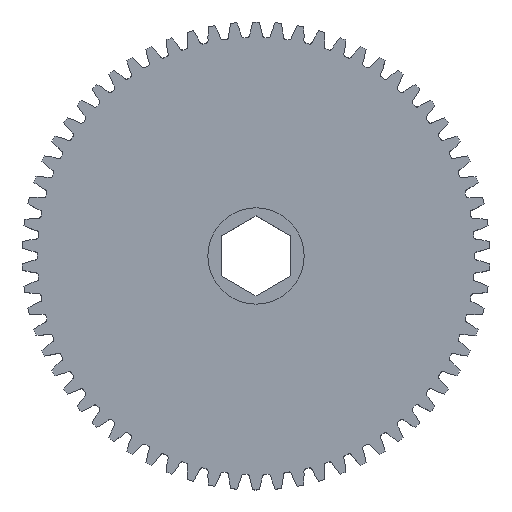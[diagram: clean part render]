
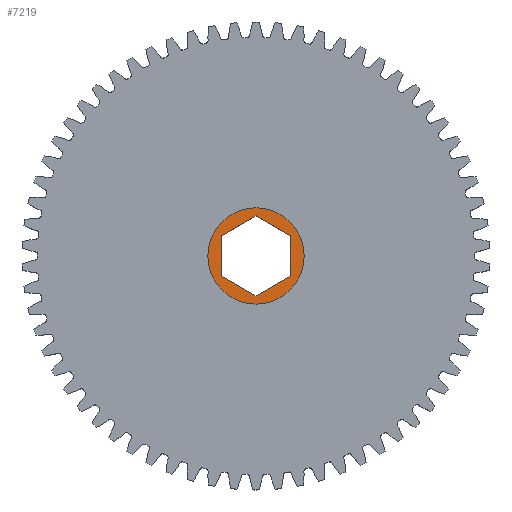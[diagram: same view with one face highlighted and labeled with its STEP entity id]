
A CAD part, top view. The second image highlights one B-rep face of the part: STEP entity #7219.
In plain terms, the highlighted planar face has unit normal (0, 0, 1).
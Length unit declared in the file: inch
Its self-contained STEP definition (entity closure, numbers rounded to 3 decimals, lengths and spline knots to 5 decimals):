
#334 = VECTOR ( 'NONE', #7869, 39.37008 ) ;
#745 = ORIENTED_EDGE ( 'NONE', *, *, #14639, .F. ) ;
#762 = DIRECTION ( 'NONE',  ( 0.866, 0.5, 0. ) ) ;
#1031 = LINE ( 'NONE', #23268, #25731 ) ;
#1086 = VECTOR ( 'NONE', #15909, 39.37008 ) ;
#1282 = LINE ( 'NONE', #5875, #334 ) ;
#1437 = DIRECTION ( 'NONE',  ( -1., 0., 0. ) ) ;
#1755 = DIRECTION ( 'NONE',  ( 0., -1., 0. ) ) ;
#1934 = AXIS2_PLACEMENT_3D ( 'NONE', #3530, #7254, #1437 ) ;
#1958 = AXIS2_PLACEMENT_3D ( 'NONE', #12932, #2958, #16962 ) ;
#2043 = VECTOR ( 'NONE', #6489, 39.37008 ) ;
#2048 = EDGE_LOOP ( 'NONE', ( #9759, #745 ) ) ;
#2053 = PLANE ( 'NONE',  #1958 ) ;
#2958 = DIRECTION ( 'NONE',  ( 0., 0., 1. ) ) ;
#3226 = VERTEX_POINT ( 'NONE', #19586 ) ;
#3530 = CARTESIAN_POINT ( 'NONE',  ( 0., 0., 0.249 ) ) ;
#5283 = CARTESIAN_POINT ( 'NONE',  ( 0., -0.29041, 0.249 ) ) ;
#5522 = VERTEX_POINT ( 'NONE', #23179 ) ;
#5770 = ORIENTED_EDGE ( 'NONE', *, *, #18039, .T. ) ;
#5849 = ORIENTED_EDGE ( 'NONE', *, *, #8618, .T. ) ;
#5875 = CARTESIAN_POINT ( 'NONE',  ( -0.2515, -0.1452, 0.249 ) ) ;
#6226 = VECTOR ( 'NONE', #762, 39.37008 ) ;
#6489 = DIRECTION ( 'NONE',  ( 0., 1., 0. ) ) ;
#7219 = ADVANCED_FACE ( 'NONE', ( #18798, #25664 ), #2053, .T. ) ;
#7254 = DIRECTION ( 'NONE',  ( 0., 0., -1. ) ) ;
#7297 = CARTESIAN_POINT ( 'NONE',  ( 0., 0., 0.249 ) ) ;
#7869 = DIRECTION ( 'NONE',  ( -0.866, 0.5, 0. ) ) ;
#8478 = CARTESIAN_POINT ( 'NONE',  ( -0.2515, 0.1452, 0.249 ) ) ;
#8547 = ORIENTED_EDGE ( 'NONE', *, *, #22896, .T. ) ;
#8581 = ORIENTED_EDGE ( 'NONE', *, *, #9442, .T. ) ;
#8618 = EDGE_CURVE ( 'NONE', #13350, #17877, #1282, .T. ) ;
#9327 = CARTESIAN_POINT ( 'NONE',  ( -0.2515, 0.1452, 0.249 ) ) ;
#9442 = EDGE_CURVE ( 'NONE', #16307, #12323, #23163, .T. ) ;
#9655 = DIRECTION ( 'NONE',  ( 0., 0., -1. ) ) ;
#9759 = ORIENTED_EDGE ( 'NONE', *, *, #12828, .F. ) ;
#11004 = EDGE_CURVE ( 'NONE', #17877, #16307, #25188, .T. ) ;
#11377 = EDGE_LOOP ( 'NONE', ( #8581, #17708, #8547, #5770, #5849, #15107 ) ) ;
#11955 = CARTESIAN_POINT ( 'NONE',  ( 0.2515, 0.1452, 0.249 ) ) ;
#12323 = VERTEX_POINT ( 'NONE', #17941 ) ;
#12828 = EDGE_CURVE ( 'NONE', #23998, #3226, #14872, .T. ) ;
#12932 = CARTESIAN_POINT ( 'NONE',  ( 0., 0., 0.249 ) ) ;
#13350 = VERTEX_POINT ( 'NONE', #5283 ) ;
#13775 = DIRECTION ( 'NONE',  ( -0.866, -0.5, 0. ) ) ;
#14486 = CARTESIAN_POINT ( 'NONE',  ( 0., 0.29041, 0.249 ) ) ;
#14513 = CARTESIAN_POINT ( 'NONE',  ( 0.2515, -0.1452, 0.249 ) ) ;
#14639 = EDGE_CURVE ( 'NONE', #3226, #23998, #22351, .T. ) ;
#14872 = CIRCLE ( 'NONE', #1934, 0.35 ) ;
#15107 = ORIENTED_EDGE ( 'NONE', *, *, #11004, .T. ) ;
#15548 = EDGE_CURVE ( 'NONE', #12323, #5522, #19850, .T. ) ;
#15572 = DIRECTION ( 'NONE',  ( -1., 0., 0. ) ) ;
#15909 = DIRECTION ( 'NONE',  ( 0.866, -0.5, 0. ) ) ;
#16087 = LINE ( 'NONE', #19871, #18889 ) ;
#16307 = VERTEX_POINT ( 'NONE', #9327 ) ;
#16962 = DIRECTION ( 'NONE',  ( 1., 0., 0. ) ) ;
#17268 = CARTESIAN_POINT ( 'NONE',  ( -0.2515, -0.1452, 0.249 ) ) ;
#17404 = AXIS2_PLACEMENT_3D ( 'NONE', #7297, #9655, #15572 ) ;
#17708 = ORIENTED_EDGE ( 'NONE', *, *, #15548, .T. ) ;
#17877 = VERTEX_POINT ( 'NONE', #17268 ) ;
#17941 = CARTESIAN_POINT ( 'NONE',  ( 0., 0.29041, 0.249 ) ) ;
#18039 = EDGE_CURVE ( 'NONE', #20910, #13350, #16087, .T. ) ;
#18798 = FACE_OUTER_BOUND ( 'NONE', #2048, .T. ) ;
#18889 = VECTOR ( 'NONE', #13775, 39.37008 ) ;
#19586 = CARTESIAN_POINT ( 'NONE',  ( 0.35, 0., 0.249 ) ) ;
#19850 = LINE ( 'NONE', #11955, #1086 ) ;
#19871 = CARTESIAN_POINT ( 'NONE',  ( 0., -0.29041, 0.249 ) ) ;
#20910 = VERTEX_POINT ( 'NONE', #14513 ) ;
#22351 = CIRCLE ( 'NONE', #17404, 0.35 ) ;
#22896 = EDGE_CURVE ( 'NONE', #5522, #20910, #1031, .T. ) ;
#23163 = LINE ( 'NONE', #14486, #6226 ) ;
#23179 = CARTESIAN_POINT ( 'NONE',  ( 0.2515, 0.1452, 0.249 ) ) ;
#23268 = CARTESIAN_POINT ( 'NONE',  ( 0.2515, -0.1452, 0.249 ) ) ;
#23829 = CARTESIAN_POINT ( 'NONE',  ( -0.35, 0., 0.249 ) ) ;
#23998 = VERTEX_POINT ( 'NONE', #23829 ) ;
#25188 = LINE ( 'NONE', #8478, #2043 ) ;
#25664 = FACE_BOUND ( 'NONE', #11377, .T. ) ;
#25731 = VECTOR ( 'NONE', #1755, 39.37008 ) ;
